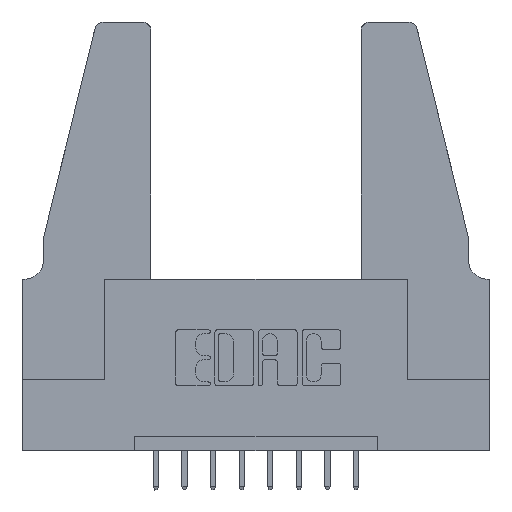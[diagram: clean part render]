
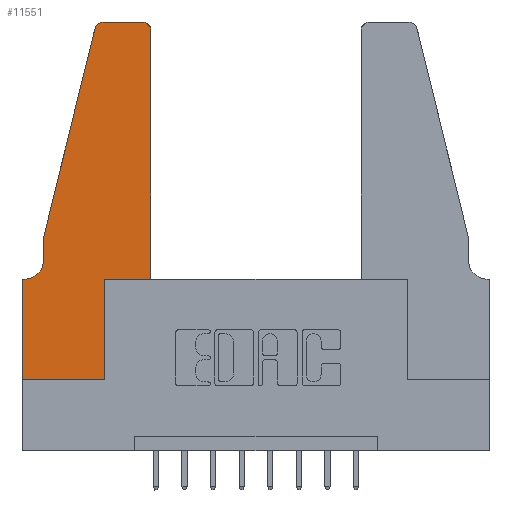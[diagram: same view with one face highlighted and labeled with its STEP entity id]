
A CAD part, top view. The second image highlights one B-rep face of the part: STEP entity #11551.
In plain terms, the highlighted planar face has unit normal (0, 0, 1).
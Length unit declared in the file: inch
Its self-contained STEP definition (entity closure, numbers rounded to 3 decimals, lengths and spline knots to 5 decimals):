
#182 = CARTESIAN_POINT ( 'NONE',  ( 0.0755, 0.5, 0.37 ) ) ;
#293 = CIRCLE ( 'NONE', #2162, 0.03 ) ;
#348 = ORIENTED_EDGE ( 'NONE', *, *, #3126, .T. ) ;
#424 = EDGE_CURVE ( 'NONE', #10221, #1022, #5000, .T. ) ;
#598 = VERTEX_POINT ( 'NONE', #10889 ) ;
#626 = VERTEX_POINT ( 'NONE', #11730 ) ;
#670 = ORIENTED_EDGE ( 'NONE', *, *, #3137, .T. ) ;
#838 = VERTEX_POINT ( 'NONE', #1251 ) ;
#871 = AXIS2_PLACEMENT_3D ( 'NONE', #12165, #2281, #11327 ) ;
#879 = CARTESIAN_POINT ( 'NONE',  ( 0.0755, 0.42, 0.37 ) ) ;
#1022 = VERTEX_POINT ( 'NONE', #9511 ) ;
#1147 = DIRECTION ( 'NONE',  ( 1., 0., 0. ) ) ;
#1219 = VERTEX_POINT ( 'NONE', #7216 ) ;
#1251 = CARTESIAN_POINT ( 'NONE',  ( 0., 0.35, 0.37 ) ) ;
#1278 = EDGE_CURVE ( 'NONE', #11694, #9997, #3372, .T. ) ;
#1530 = VERTEX_POINT ( 'NONE', #7802 ) ;
#1612 = ORIENTED_EDGE ( 'NONE', *, *, #5517, .T. ) ;
#1613 = LINE ( 'NONE', #11376, #1956 ) ;
#1737 = DIRECTION ( 'NONE',  ( 1., 0., 0. ) ) ;
#1956 = VECTOR ( 'NONE', #2469, 39.37008 ) ;
#1988 = CARTESIAN_POINT ( 'NONE',  ( 0.2865, 0.35, 0.37 ) ) ;
#2162 = AXIS2_PLACEMENT_3D ( 'NONE', #2315, #7190, #6090 ) ;
#2281 = DIRECTION ( 'NONE',  ( 0., 0., -1. ) ) ;
#2315 = CARTESIAN_POINT ( 'NONE',  ( 0.4205, 1.22, 0.37 ) ) ;
#2322 = FACE_OUTER_BOUND ( 'NONE', #10197, .T. ) ;
#2469 = DIRECTION ( 'NONE',  ( 0., -1., 0. ) ) ;
#2532 = LINE ( 'NONE', #3894, #7764 ) ;
#2724 = VECTOR ( 'NONE', #8958, 39.37008 ) ;
#2799 = EDGE_CURVE ( 'NONE', #1022, #11694, #10930, .T. ) ;
#3056 = EDGE_CURVE ( 'NONE', #598, #3141, #4552, .T. ) ;
#3082 = ORIENTED_EDGE ( 'NONE', *, *, #424, .T. ) ;
#3126 = EDGE_CURVE ( 'NONE', #838, #11512, #1613, .T. ) ;
#3137 = EDGE_CURVE ( 'NONE', #11512, #1219, #2532, .T. ) ;
#3141 = VERTEX_POINT ( 'NONE', #4024 ) ;
#3281 = AXIS2_PLACEMENT_3D ( 'NONE', #4091, #11029, #1147 ) ;
#3341 = EDGE_CURVE ( 'NONE', #1530, #598, #293, .T. ) ;
#3371 = CARTESIAN_POINT ( 'NONE',  ( 0., 0.35, 0.37 ) ) ;
#3372 = CIRCLE ( 'NONE', #871, 0.07 ) ;
#3436 = CARTESIAN_POINT ( 'NONE',  ( 0.25487, 1.22718, 0.37 ) ) ;
#3607 = VECTOR ( 'NONE', #7930, 39.37008 ) ;
#3894 = CARTESIAN_POINT ( 'NONE',  ( 0., 0., 0.37 ) ) ;
#4024 = CARTESIAN_POINT ( 'NONE',  ( 0.284, 1.25, 0.37 ) ) ;
#4091 = CARTESIAN_POINT ( 'NONE',  ( 0.284, 1.22, 0.37 ) ) ;
#4166 = ORIENTED_EDGE ( 'NONE', *, *, #1278, .T. ) ;
#4406 = ORIENTED_EDGE ( 'NONE', *, *, #11994, .T. ) ;
#4498 = CARTESIAN_POINT ( 'NONE',  ( 0.4505, 0.35, 0.37 ) ) ;
#4552 = LINE ( 'NONE', #12593, #4869 ) ;
#4869 = VECTOR ( 'NONE', #6503, 39.37008 ) ;
#4940 = EDGE_CURVE ( 'NONE', #626, #1530, #5775, .T. ) ;
#5000 = LINE ( 'NONE', #182, #2724 ) ;
#5127 = CARTESIAN_POINT ( 'NONE',  ( 0.0055, 0.35, 0.37 ) ) ;
#5517 = EDGE_CURVE ( 'NONE', #1219, #10384, #10717, .T. ) ;
#5775 = LINE ( 'NONE', #4498, #9835 ) ;
#6090 = DIRECTION ( 'NONE',  ( 1., 0., 0. ) ) ;
#6111 = DIRECTION ( 'NONE',  ( 1., 0., 0. ) ) ;
#6183 = CIRCLE ( 'NONE', #3281, 0.03 ) ;
#6503 = DIRECTION ( 'NONE',  ( -1., 0., 0. ) ) ;
#6649 = AXIS2_PLACEMENT_3D ( 'NONE', #3371, #7524, #10389 ) ;
#6989 = DIRECTION ( 'NONE',  ( 0., 1., 0. ) ) ;
#7013 = LINE ( 'NONE', #10986, #8248 ) ;
#7190 = DIRECTION ( 'NONE',  ( 0., 0., 1. ) ) ;
#7216 = CARTESIAN_POINT ( 'NONE',  ( 0.2865, 0., 0.37 ) ) ;
#7447 = CARTESIAN_POINT ( 'NONE',  ( 0.0755, 0.35, 0.37 ) ) ;
#7524 = DIRECTION ( 'NONE',  ( 0., 0., 1. ) ) ;
#7764 = VECTOR ( 'NONE', #1737, 39.37008 ) ;
#7802 = CARTESIAN_POINT ( 'NONE',  ( 0.4505, 1.22, 0.37 ) ) ;
#7860 = ORIENTED_EDGE ( 'NONE', *, *, #4940, .T. ) ;
#7930 = DIRECTION ( 'NONE',  ( 0., -1., 0. ) ) ;
#8248 = VECTOR ( 'NONE', #6111, 39.37008 ) ;
#8257 = EDGE_CURVE ( 'NONE', #10384, #626, #7013, .T. ) ;
#8501 = CARTESIAN_POINT ( 'NONE',  ( 0., 0., 0.37 ) ) ;
#8703 = EDGE_CURVE ( 'NONE', #3141, #10221, #6183, .T. ) ;
#8958 = DIRECTION ( 'NONE',  ( -0.239, -0.971, 0. ) ) ;
#9391 = DIRECTION ( 'NONE',  ( -1., 0., 0. ) ) ;
#9511 = CARTESIAN_POINT ( 'NONE',  ( 0.0755, 0.5, 0.37 ) ) ;
#9835 = VECTOR ( 'NONE', #10731, 39.37008 ) ;
#9997 = VERTEX_POINT ( 'NONE', #5127 ) ;
#10083 = ORIENTED_EDGE ( 'NONE', *, *, #2799, .T. ) ;
#10172 = LINE ( 'NONE', #7447, #10827 ) ;
#10197 = EDGE_LOOP ( 'NONE', ( #11679, #12019, #3082, #10083, #4166, #4406, #348, #670, #1612, #10354, #7860, #11841 ) ) ;
#10221 = VERTEX_POINT ( 'NONE', #3436 ) ;
#10354 = ORIENTED_EDGE ( 'NONE', *, *, #8257, .T. ) ;
#10384 = VERTEX_POINT ( 'NONE', #11669 ) ;
#10389 = DIRECTION ( 'NONE',  ( 1., 0., 0. ) ) ;
#10717 = LINE ( 'NONE', #1988, #11927 ) ;
#10731 = DIRECTION ( 'NONE',  ( 0., 1., 0. ) ) ;
#10827 = VECTOR ( 'NONE', #9391, 39.37008 ) ;
#10889 = CARTESIAN_POINT ( 'NONE',  ( 0.4205, 1.25, 0.37 ) ) ;
#10930 = LINE ( 'NONE', #10987, #3607 ) ;
#10986 = CARTESIAN_POINT ( 'NONE',  ( 0.4505, 0.35, 0.37 ) ) ;
#10987 = CARTESIAN_POINT ( 'NONE',  ( 0.0755, 0.5, 0.37 ) ) ;
#11029 = DIRECTION ( 'NONE',  ( 0., 0., 1. ) ) ;
#11327 = DIRECTION ( 'NONE',  ( -1., 0., 0. ) ) ;
#11376 = CARTESIAN_POINT ( 'NONE',  ( 0., 0., 0.37 ) ) ;
#11512 = VERTEX_POINT ( 'NONE', #8501 ) ;
#11551 = ADVANCED_FACE ( 'NONE', ( #2322 ), #12262, .T. ) ;
#11669 = CARTESIAN_POINT ( 'NONE',  ( 0.2865, 0.35, 0.37 ) ) ;
#11679 = ORIENTED_EDGE ( 'NONE', *, *, #3056, .T. ) ;
#11694 = VERTEX_POINT ( 'NONE', #879 ) ;
#11730 = CARTESIAN_POINT ( 'NONE',  ( 0.4505, 0.35, 0.37 ) ) ;
#11841 = ORIENTED_EDGE ( 'NONE', *, *, #3341, .T. ) ;
#11927 = VECTOR ( 'NONE', #6989, 39.37008 ) ;
#11994 = EDGE_CURVE ( 'NONE', #9997, #838, #10172, .T. ) ;
#12019 = ORIENTED_EDGE ( 'NONE', *, *, #8703, .T. ) ;
#12165 = CARTESIAN_POINT ( 'NONE',  ( 0.0055, 0.42, 0.37 ) ) ;
#12262 = PLANE ( 'NONE',  #6649 ) ;
#12593 = CARTESIAN_POINT ( 'NONE',  ( 0.2605, 1.25, 0.37 ) ) ;
